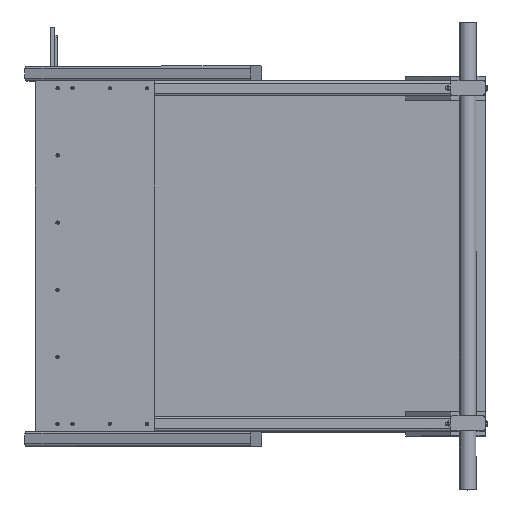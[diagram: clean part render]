
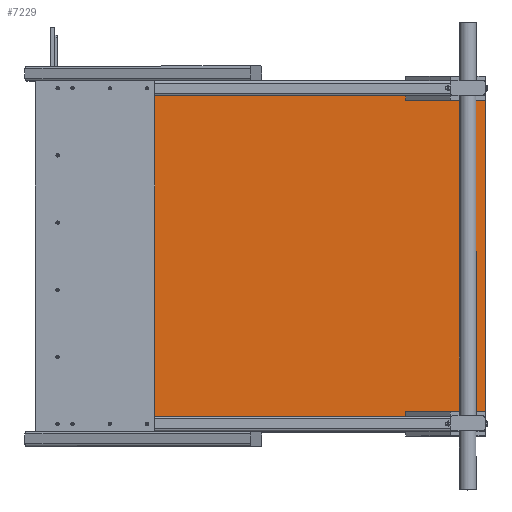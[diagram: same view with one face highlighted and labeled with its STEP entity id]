
A CAD part, top view. The second image highlights one B-rep face of the part: STEP entity #7229.
In plain terms, the highlighted planar face has unit normal (0, 0, 1).
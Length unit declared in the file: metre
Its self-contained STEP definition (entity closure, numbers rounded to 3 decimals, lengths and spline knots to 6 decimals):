
#877=CIRCLE('',#7867,0.001191);
#878=CIRCLE('',#7868,0.001191);
#879=CIRCLE('',#7869,0.001191);
#880=CIRCLE('',#7870,0.001191);
#881=CIRCLE('',#7871,0.001191);
#882=CIRCLE('',#7872,0.001191);
#883=CIRCLE('',#7873,0.001191);
#884=CIRCLE('',#7874,0.001191);
#885=CIRCLE('',#7875,0.001191);
#886=CIRCLE('',#7876,0.001191);
#887=CIRCLE('',#7877,0.001191);
#888=CIRCLE('',#7878,0.001191);
#889=CIRCLE('',#7879,0.001191);
#890=CIRCLE('',#7880,0.001191);
#891=CIRCLE('',#7881,0.001191);
#892=CIRCLE('',#7882,0.001191);
#893=CIRCLE('',#7883,0.001191);
#894=CIRCLE('',#7884,0.001191);
#1557=ORIENTED_EDGE('',*,*,#3125,.F.);
#1558=ORIENTED_EDGE('',*,*,#3126,.F.);
#1559=ORIENTED_EDGE('',*,*,#3127,.F.);
#1560=ORIENTED_EDGE('',*,*,#3128,.F.);
#1561=ORIENTED_EDGE('',*,*,#3129,.F.);
#1562=ORIENTED_EDGE('',*,*,#3130,.F.);
#1563=ORIENTED_EDGE('',*,*,#3131,.F.);
#1564=ORIENTED_EDGE('',*,*,#3132,.F.);
#1565=ORIENTED_EDGE('',*,*,#3133,.F.);
#1566=ORIENTED_EDGE('',*,*,#3134,.F.);
#1567=ORIENTED_EDGE('',*,*,#3135,.F.);
#1568=ORIENTED_EDGE('',*,*,#3136,.F.);
#1569=ORIENTED_EDGE('',*,*,#3137,.F.);
#1570=ORIENTED_EDGE('',*,*,#3138,.F.);
#1571=ORIENTED_EDGE('',*,*,#3139,.F.);
#1572=ORIENTED_EDGE('',*,*,#3140,.F.);
#1573=ORIENTED_EDGE('',*,*,#3141,.F.);
#1574=ORIENTED_EDGE('',*,*,#3142,.F.);
#1575=ORIENTED_EDGE('',*,*,#3143,.T.);
#1576=ORIENTED_EDGE('',*,*,#3124,.F.);
#1577=ORIENTED_EDGE('',*,*,#3144,.F.);
#1578=ORIENTED_EDGE('',*,*,#3145,.T.);
#3124=EDGE_CURVE('',#3941,#3939,#4655,.T.);
#3125=EDGE_CURVE('',#3942,#3942,#877,.F.);
#3126=EDGE_CURVE('',#3943,#3943,#878,.F.);
#3127=EDGE_CURVE('',#3944,#3944,#879,.F.);
#3128=EDGE_CURVE('',#3945,#3945,#880,.F.);
#3129=EDGE_CURVE('',#3946,#3946,#881,.F.);
#3130=EDGE_CURVE('',#3947,#3947,#882,.F.);
#3131=EDGE_CURVE('',#3948,#3948,#883,.F.);
#3132=EDGE_CURVE('',#3949,#3949,#884,.F.);
#3133=EDGE_CURVE('',#3950,#3950,#885,.F.);
#3134=EDGE_CURVE('',#3951,#3951,#886,.F.);
#3135=EDGE_CURVE('',#3952,#3952,#887,.F.);
#3136=EDGE_CURVE('',#3953,#3953,#888,.F.);
#3137=EDGE_CURVE('',#3954,#3954,#889,.F.);
#3138=EDGE_CURVE('',#3955,#3955,#890,.F.);
#3139=EDGE_CURVE('',#3956,#3956,#891,.F.);
#3140=EDGE_CURVE('',#3957,#3957,#892,.F.);
#3141=EDGE_CURVE('',#3958,#3958,#893,.F.);
#3142=EDGE_CURVE('',#3959,#3959,#894,.F.);
#3143=EDGE_CURVE('',#3960,#3939,#4656,.T.);
#3144=EDGE_CURVE('',#3961,#3941,#4657,.T.);
#3145=EDGE_CURVE('',#3961,#3960,#4658,.T.);
#3939=VERTEX_POINT('',#11339);
#3941=VERTEX_POINT('',#11343);
#3942=VERTEX_POINT('',#11347);
#3943=VERTEX_POINT('',#11349);
#3944=VERTEX_POINT('',#11351);
#3945=VERTEX_POINT('',#11353);
#3946=VERTEX_POINT('',#11355);
#3947=VERTEX_POINT('',#11357);
#3948=VERTEX_POINT('',#11359);
#3949=VERTEX_POINT('',#11361);
#3950=VERTEX_POINT('',#11363);
#3951=VERTEX_POINT('',#11365);
#3952=VERTEX_POINT('',#11367);
#3953=VERTEX_POINT('',#11369);
#3954=VERTEX_POINT('',#11371);
#3955=VERTEX_POINT('',#11373);
#3956=VERTEX_POINT('',#11375);
#3957=VERTEX_POINT('',#11377);
#3958=VERTEX_POINT('',#11379);
#3959=VERTEX_POINT('',#11381);
#3960=VERTEX_POINT('',#11383);
#3961=VERTEX_POINT('',#11385);
#4655=LINE('',#11344,#5062);
#4656=LINE('',#11382,#5063);
#4657=LINE('',#11384,#5064);
#4658=LINE('',#11386,#5065);
#5062=VECTOR('',#9041,1.);
#5063=VECTOR('',#9080,1.);
#5064=VECTOR('',#9081,1.);
#5065=VECTOR('',#9082,1.);
#5403=EDGE_LOOP('',(#1557));
#5404=EDGE_LOOP('',(#1558));
#5405=EDGE_LOOP('',(#1559));
#5406=EDGE_LOOP('',(#1560));
#5407=EDGE_LOOP('',(#1561));
#5408=EDGE_LOOP('',(#1562));
#5409=EDGE_LOOP('',(#1563));
#5410=EDGE_LOOP('',(#1564));
#5411=EDGE_LOOP('',(#1565));
#5412=EDGE_LOOP('',(#1566));
#5413=EDGE_LOOP('',(#1567));
#5414=EDGE_LOOP('',(#1568));
#5415=EDGE_LOOP('',(#1569));
#5416=EDGE_LOOP('',(#1570));
#5417=EDGE_LOOP('',(#1571));
#5418=EDGE_LOOP('',(#1572));
#5419=EDGE_LOOP('',(#1573));
#5420=EDGE_LOOP('',(#1574));
#5421=EDGE_LOOP('',(#1575,#1576,#1577,#1578));
#6232=FACE_BOUND('',#5403,.T.);
#6233=FACE_BOUND('',#5404,.T.);
#6234=FACE_BOUND('',#5405,.T.);
#6235=FACE_BOUND('',#5406,.T.);
#6236=FACE_BOUND('',#5407,.T.);
#6237=FACE_BOUND('',#5408,.T.);
#6238=FACE_BOUND('',#5409,.T.);
#6239=FACE_BOUND('',#5410,.T.);
#6240=FACE_BOUND('',#5411,.T.);
#6241=FACE_BOUND('',#5412,.T.);
#6242=FACE_BOUND('',#5413,.T.);
#6243=FACE_BOUND('',#5414,.T.);
#6244=FACE_BOUND('',#5415,.T.);
#6245=FACE_BOUND('',#5416,.T.);
#6246=FACE_BOUND('',#5417,.T.);
#6247=FACE_BOUND('',#5418,.T.);
#6248=FACE_BOUND('',#5419,.T.);
#6249=FACE_BOUND('',#5420,.T.);
#6250=FACE_BOUND('',#5421,.T.);
#7051=PLANE('',#7866);
#7229=ADVANCED_FACE('',(#6232,#6233,#6234,#6235,#6236,#6237,#6238,#6239,
#6240,#6241,#6242,#6243,#6244,#6245,#6246,#6247,#6248,#6249,#6250),#7051,
 .F.);
#7866=AXIS2_PLACEMENT_3D('',#11345,#9042,#9043);
#7867=AXIS2_PLACEMENT_3D('',#11346,#9044,#9045);
#7868=AXIS2_PLACEMENT_3D('',#11348,#9046,#9047);
#7869=AXIS2_PLACEMENT_3D('',#11350,#9048,#9049);
#7870=AXIS2_PLACEMENT_3D('',#11352,#9050,#9051);
#7871=AXIS2_PLACEMENT_3D('',#11354,#9052,#9053);
#7872=AXIS2_PLACEMENT_3D('',#11356,#9054,#9055);
#7873=AXIS2_PLACEMENT_3D('',#11358,#9056,#9057);
#7874=AXIS2_PLACEMENT_3D('',#11360,#9058,#9059);
#7875=AXIS2_PLACEMENT_3D('',#11362,#9060,#9061);
#7876=AXIS2_PLACEMENT_3D('',#11364,#9062,#9063);
#7877=AXIS2_PLACEMENT_3D('',#11366,#9064,#9065);
#7878=AXIS2_PLACEMENT_3D('',#11368,#9066,#9067);
#7879=AXIS2_PLACEMENT_3D('',#11370,#9068,#9069);
#7880=AXIS2_PLACEMENT_3D('',#11372,#9070,#9071);
#7881=AXIS2_PLACEMENT_3D('',#11374,#9072,#9073);
#7882=AXIS2_PLACEMENT_3D('',#11376,#9074,#9075);
#7883=AXIS2_PLACEMENT_3D('',#11378,#9076,#9077);
#7884=AXIS2_PLACEMENT_3D('',#11380,#9078,#9079);
#9041=DIRECTION('',(0.,-1.,0.));
#9042=DIRECTION('',(0.,0.,-1.));
#9043=DIRECTION('',(-1.,0.,0.));
#9044=DIRECTION('',(0.,0.,-1.));
#9045=DIRECTION('',(-1.,0.,0.));
#9046=DIRECTION('',(0.,0.,-1.));
#9047=DIRECTION('',(-1.,0.,0.));
#9048=DIRECTION('',(0.,0.,-1.));
#9049=DIRECTION('',(-1.,0.,0.));
#9050=DIRECTION('',(0.,0.,-1.));
#9051=DIRECTION('',(-1.,0.,0.));
#9052=DIRECTION('',(0.,0.,-1.));
#9053=DIRECTION('',(-1.,0.,0.));
#9054=DIRECTION('',(0.,0.,-1.));
#9055=DIRECTION('',(-1.,0.,0.));
#9056=DIRECTION('',(0.,0.,-1.));
#9057=DIRECTION('',(-1.,0.,0.));
#9058=DIRECTION('',(0.,0.,-1.));
#9059=DIRECTION('',(-1.,0.,0.));
#9060=DIRECTION('',(0.,0.,-1.));
#9061=DIRECTION('',(-1.,0.,0.));
#9062=DIRECTION('',(0.,0.,-1.));
#9063=DIRECTION('',(-1.,0.,0.));
#9064=DIRECTION('',(0.,0.,-1.));
#9065=DIRECTION('',(-1.,0.,0.));
#9066=DIRECTION('',(0.,0.,-1.));
#9067=DIRECTION('',(-1.,0.,0.));
#9068=DIRECTION('',(0.,0.,-1.));
#9069=DIRECTION('',(-1.,0.,0.));
#9070=DIRECTION('',(0.,0.,-1.));
#9071=DIRECTION('',(-1.,0.,0.));
#9072=DIRECTION('',(0.,0.,-1.));
#9073=DIRECTION('',(-1.,0.,0.));
#9074=DIRECTION('',(0.,0.,-1.));
#9075=DIRECTION('',(-1.,0.,0.));
#9076=DIRECTION('',(0.,0.,-1.));
#9077=DIRECTION('',(-1.,0.,0.));
#9078=DIRECTION('',(0.,0.,-1.));
#9079=DIRECTION('',(-1.,0.,0.));
#9080=DIRECTION('',(1.,0.,0.));
#9081=DIRECTION('',(1.,0.,0.));
#9082=DIRECTION('',(0.,-1.,0.));
#11339=CARTESIAN_POINT('',(-7.164102,-0.7366,0.008731));
#11343=CARTESIAN_POINT('',(-7.164102,0.15875,0.008731));
#11344=CARTESIAN_POINT('',(-7.164102,0.15875,0.008731));
#11345=CARTESIAN_POINT('',(-7.745127,0.15875,0.008731));
#11346=CARTESIAN_POINT('',(-8.256302,-0.71755,0.008731));
#11347=CARTESIAN_POINT('',(-8.257492,-0.71755,0.008731));
#11348=CARTESIAN_POINT('',(-8.256302,-0.5461,0.008731));
#11349=CARTESIAN_POINT('',(-8.257492,-0.5461,0.008731));
#11350=CARTESIAN_POINT('',(-8.256302,-0.37465,0.008731));
#11351=CARTESIAN_POINT('',(-8.257492,-0.37465,0.008731));
#11352=CARTESIAN_POINT('',(-8.256302,-0.2032,0.008731));
#11353=CARTESIAN_POINT('',(-8.257492,-0.2032,0.008731));
#11354=CARTESIAN_POINT('',(-8.256302,-0.03175,0.008731));
#11355=CARTESIAN_POINT('',(-8.257492,-0.03175,0.008731));
#11356=CARTESIAN_POINT('',(-8.256302,0.1397,0.008731));
#11357=CARTESIAN_POINT('',(-8.257492,0.1397,0.008731));
#11358=CARTESIAN_POINT('',(-7.233952,0.1397,0.008731));
#11359=CARTESIAN_POINT('',(-7.235142,0.1397,0.008731));
#11360=CARTESIAN_POINT('',(-7.208552,0.1397,0.008731));
#11361=CARTESIAN_POINT('',(-7.209742,0.1397,0.008731));
#11362=CARTESIAN_POINT('',(-7.183152,0.1397,0.008731));
#11363=CARTESIAN_POINT('',(-7.184342,0.1397,0.008731));
#11364=CARTESIAN_POINT('',(-7.233952,-0.71755,0.008731));
#11365=CARTESIAN_POINT('',(-7.235142,-0.71755,0.008731));
#11366=CARTESIAN_POINT('',(-7.208552,-0.71755,0.008731));
#11367=CARTESIAN_POINT('',(-7.209742,-0.71755,0.008731));
#11368=CARTESIAN_POINT('',(-7.183152,-0.71755,0.008731));
#11369=CARTESIAN_POINT('',(-7.184342,-0.71755,0.008731));
#11370=CARTESIAN_POINT('',(-8.294402,0.0889,0.008731));
#11371=CARTESIAN_POINT('',(-8.295592,0.0889,0.008731));
#11372=CARTESIAN_POINT('',(-8.294402,0.1143,0.008731));
#11373=CARTESIAN_POINT('',(-8.295592,0.1143,0.008731));
#11374=CARTESIAN_POINT('',(-8.294402,0.1397,0.008731));
#11375=CARTESIAN_POINT('',(-8.295592,0.1397,0.008731));
#11376=CARTESIAN_POINT('',(-8.294402,-0.71755,0.008731));
#11377=CARTESIAN_POINT('',(-8.295592,-0.71755,0.008731));
#11378=CARTESIAN_POINT('',(-8.294402,-0.69215,0.008731));
#11379=CARTESIAN_POINT('',(-8.295592,-0.69215,0.008731));
#11380=CARTESIAN_POINT('',(-8.294402,-0.66675,0.008731));
#11381=CARTESIAN_POINT('',(-8.295592,-0.66675,0.008731));
#11382=CARTESIAN_POINT('',(-7.745127,-0.7366,0.008731));
#11383=CARTESIAN_POINT('',(-8.313452,-0.7366,0.008731));
#11384=CARTESIAN_POINT('',(-7.745127,0.15875,0.008731));
#11385=CARTESIAN_POINT('',(-8.313452,0.15875,0.008731));
#11386=CARTESIAN_POINT('',(-8.313452,0.15875,0.008731));
